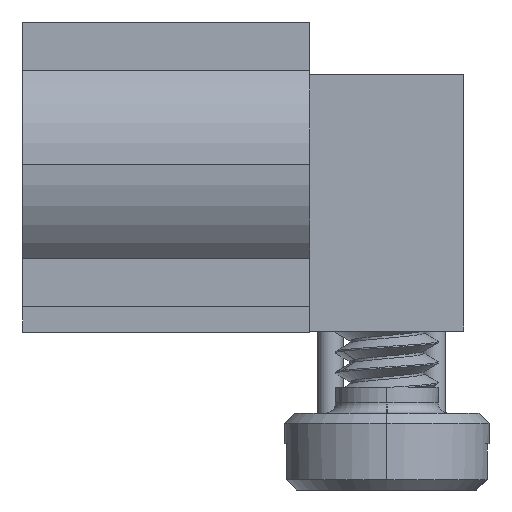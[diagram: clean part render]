
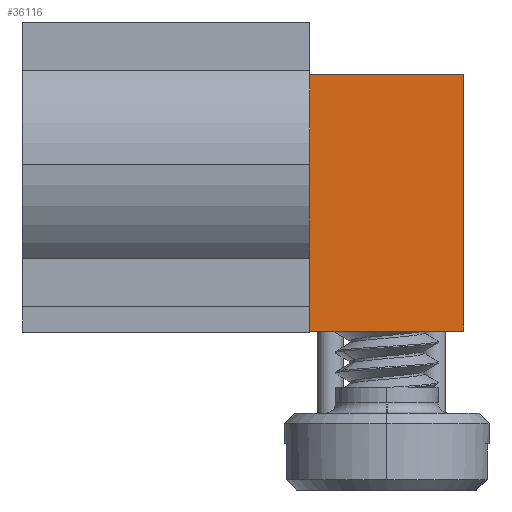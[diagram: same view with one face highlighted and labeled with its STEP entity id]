
A CAD part, left-side view. The second image highlights one B-rep face of the part: STEP entity #36116.
In plain terms, the highlighted planar face has unit normal (-1, 0, 0).
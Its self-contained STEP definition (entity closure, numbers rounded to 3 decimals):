
#8178=EDGE_CURVE('',#15825,#15822,#15826,.T.);
#8186=EDGE_CURVE('',#15836,#15825,#15837,.T.);
#8194=EDGE_CURVE('',#15846,#15836,#15847,.T.);
#8198=EDGE_CURVE('',#15822,#15846,#15851,.T.);
#15822=VERTEX_POINT('',#32296);
#15825=VERTEX_POINT('',#32301);
#15826=LINE('',#32302,#32303);
#15836=VERTEX_POINT('',#32318);
#15837=LINE('',#32319,#32320);
#15846=VERTEX_POINT('',#32334);
#15847=LINE('',#32335,#32336);
#15851=LINE('',#32343,#32344);
#32296=CARTESIAN_POINT('',(-17.0,-2.2,-3.25));
#32301=CARTESIAN_POINT('',(-17.0,-2.2,1.75));
#32302=CARTESIAN_POINT('',(-17.0,-2.2,1.75));
#32303=VECTOR('',#47237,5.0);
#32318=CARTESIAN_POINT('',(-17.0,-5.2,1.75));
#32319=CARTESIAN_POINT('',(-17.0,-5.2,1.75));
#32320=VECTOR('',#47245,3.0);
#32334=CARTESIAN_POINT('',(-17.0,-5.2,-3.25));
#32335=CARTESIAN_POINT('',(-17.0,-5.2,-3.25));
#32336=VECTOR('',#47253,5.0);
#32343=CARTESIAN_POINT('',(-17.0,-2.2,-3.25));
#32344=VECTOR('',#47255,3.0);
#36116=ADVANCED_FACE('',(#47410),#47411,.T.);
#47237=DIRECTION('',(0.0,0.0,-1.0));
#47245=DIRECTION('',(0.0,1.0,0.0));
#47253=DIRECTION('',(0.0,0.0,1.0));
#47255=DIRECTION('',(0.0,-1.0,0.0));
#47410=FACE_OUTER_BOUND('',#55172,.T.);
#47411=PLANE('',#55173);
#55172=EDGE_LOOP('',(#66530,#66531,#66532,#66533));
#55173=AXIS2_PLACEMENT_3D('',#66534,#66535,#66536);
#66530=ORIENTED_EDGE('',*,*,#8198,.T.);
#66531=ORIENTED_EDGE('',*,*,#8194,.T.);
#66532=ORIENTED_EDGE('',*,*,#8186,.T.);
#66533=ORIENTED_EDGE('',*,*,#8178,.T.);
#66534=CARTESIAN_POINT('',(-17.0,-2.2,0.0));
#66535=DIRECTION('',(-1.0,0.0,0.0));
#66536=DIRECTION('',(0.0,0.0,1.0));
